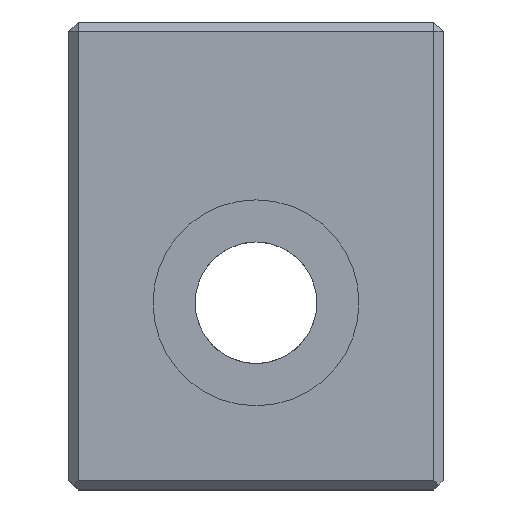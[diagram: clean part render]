
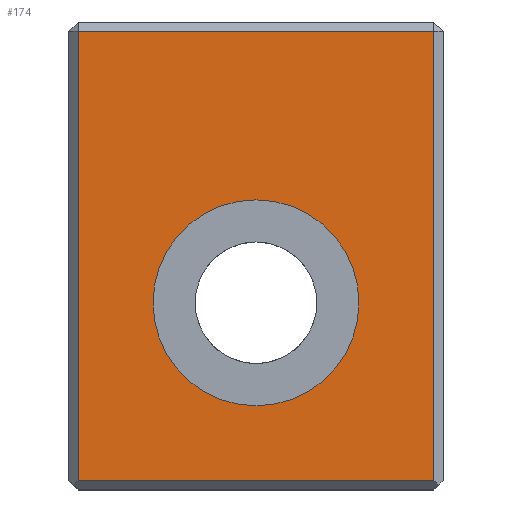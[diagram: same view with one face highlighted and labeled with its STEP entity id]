
A CAD part, left-side view. The second image highlights one B-rep face of the part: STEP entity #174.
In plain terms, the highlighted planar face has unit normal (-1, 0, 0).
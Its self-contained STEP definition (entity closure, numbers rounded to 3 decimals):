
#98 = EDGE_CURVE ( 'NONE', #101, #113, #903, .T. ) ;
#101 = VERTEX_POINT ( 'NONE', #1043 ) ;
#113 = VERTEX_POINT ( 'NONE', #1096 ) ;
#174 = ADVANCED_FACE ( 'NONE', ( #1188, #1187 ), #1186, .F. ) ;
#175 = EDGE_LOOP ( 'NONE', ( #176, #178 ) ) ;
#176 = ORIENTED_EDGE ( 'NONE', *, *, #177, .F. ) ;
#177 = EDGE_CURVE ( 'NONE', #113, #101, #1184, .T. ) ;
#178 = ORIENTED_EDGE ( 'NONE', *, *, #98, .F. ) ;
#179 = EDGE_LOOP ( 'NONE', ( #412, #416, #419, #385 ) ) ;
#385 = ORIENTED_EDGE ( 'NONE', *, *, #386, .T. ) ;
#386 = EDGE_CURVE ( 'NONE', #421, #414, #1266, .T. ) ;
#412 = ORIENTED_EDGE ( 'NONE', *, *, #413, .T. ) ;
#413 = EDGE_CURVE ( 'NONE', #414, #415, #1565, .T. ) ;
#414 = VERTEX_POINT ( 'NONE', #1561 ) ;
#415 = VERTEX_POINT ( 'NONE', #1560 ) ;
#416 = ORIENTED_EDGE ( 'NONE', *, *, #417, .T. ) ;
#417 = EDGE_CURVE ( 'NONE', #415, #418, #1559, .T. ) ;
#418 = VERTEX_POINT ( 'NONE', #1555 ) ;
#419 = ORIENTED_EDGE ( 'NONE', *, *, #420, .T. ) ;
#420 = EDGE_CURVE ( 'NONE', #418, #421, #1554, .T. ) ;
#421 = VERTEX_POINT ( 'NONE', #1550 ) ;
#899 = DIRECTION ( 'NONE',  ( 0., 0., 1. ) ) ;
#900 = DIRECTION ( 'NONE',  ( -1., 0., 0. ) ) ;
#901 = CARTESIAN_POINT ( 'NONE',  ( -27.5, 10., -15. ) ) ;
#902 = AXIS2_PLACEMENT_3D ( 'NONE', #901, #900, #899 ) ;
#903 = CIRCLE ( 'NONE', #902, 5.5 ) ;
#1043 = CARTESIAN_POINT ( 'NONE',  ( -27.5, 10., -20.5 ) ) ;
#1096 = CARTESIAN_POINT ( 'NONE',  ( -27.5, 10., -9.5 ) ) ;
#1177 = DIRECTION ( 'NONE',  ( 0., 0., 1. ) ) ;
#1178 = DIRECTION ( 'NONE',  ( -1., 0., 0. ) ) ;
#1179 = CARTESIAN_POINT ( 'NONE',  ( -27.5, 10., -15. ) ) ;
#1180 = AXIS2_PLACEMENT_3D ( 'NONE', #1179, #1178, #1177 ) ;
#1181 = DIRECTION ( 'NONE',  ( 0., 0., -1. ) ) ;
#1182 = DIRECTION ( 'NONE',  ( 1., 0., 0. ) ) ;
#1183 = AXIS2_PLACEMENT_3D ( 'NONE', #1185, #1182, #1181 ) ;
#1184 = CIRCLE ( 'NONE', #1180, 5.5 ) ;
#1185 = CARTESIAN_POINT ( 'NONE',  ( -27.5, 20., -25. ) ) ;
#1186 = PLANE ( 'NONE',  #1183 ) ;
#1187 = FACE_OUTER_BOUND ( 'NONE', #179, .T. ) ;
#1188 = FACE_BOUND ( 'NONE', #175, .T. ) ;
#1263 = DIRECTION ( 'NONE',  ( 0., 0., 1. ) ) ;
#1264 = VECTOR ( 'NONE', #1263, 1000. ) ;
#1265 = CARTESIAN_POINT ( 'NONE',  ( -27.5, 0.5, -25. ) ) ;
#1266 = LINE ( 'NONE', #1265, #1264 ) ;
#1550 = CARTESIAN_POINT ( 'NONE',  ( -27.5, 0.5, -24.5 ) ) ;
#1551 = DIRECTION ( 'NONE',  ( 0., -1., 0. ) ) ;
#1552 = VECTOR ( 'NONE', #1551, 1000. ) ;
#1553 = CARTESIAN_POINT ( 'NONE',  ( -27.5, 20., -24.5 ) ) ;
#1554 = LINE ( 'NONE', #1553, #1552 ) ;
#1555 = CARTESIAN_POINT ( 'NONE',  ( -27.5, 19.5, -24.5 ) ) ;
#1556 = DIRECTION ( 'NONE',  ( 0., 0., -1. ) ) ;
#1557 = VECTOR ( 'NONE', #1556, 1000. ) ;
#1558 = CARTESIAN_POINT ( 'NONE',  ( -27.5, 19.5, -24.5 ) ) ;
#1559 = LINE ( 'NONE', #1558, #1557 ) ;
#1560 = CARTESIAN_POINT ( 'NONE',  ( -27.5, 19.5, -0.5 ) ) ;
#1561 = CARTESIAN_POINT ( 'NONE',  ( -27.5, 0.5, -0.5 ) ) ;
#1562 = DIRECTION ( 'NONE',  ( 0., 1., 0. ) ) ;
#1563 = VECTOR ( 'NONE', #1562, 1000. ) ;
#1564 = CARTESIAN_POINT ( 'NONE',  ( -27.5, 20., -0.5 ) ) ;
#1565 = LINE ( 'NONE', #1564, #1563 ) ;
